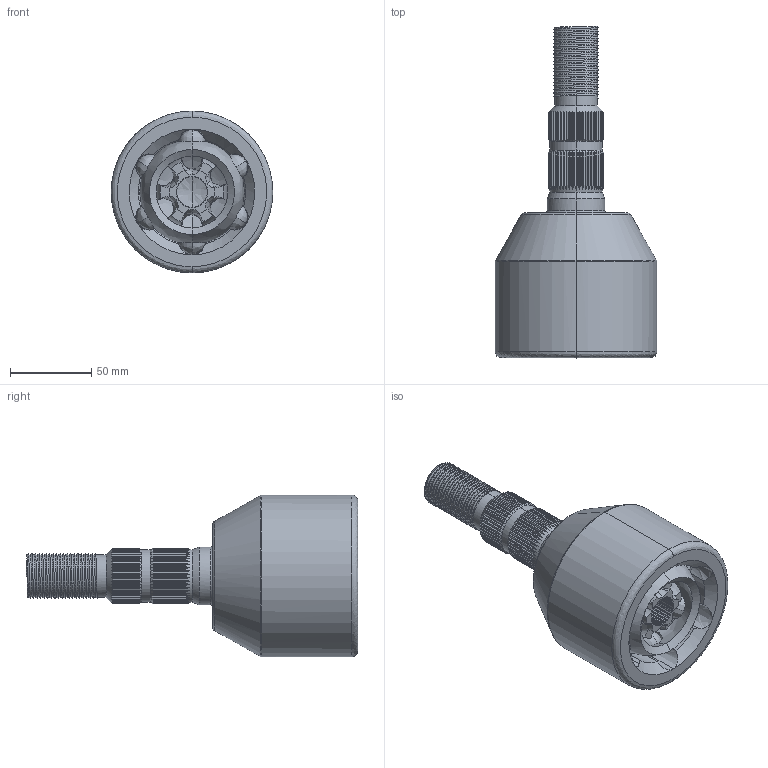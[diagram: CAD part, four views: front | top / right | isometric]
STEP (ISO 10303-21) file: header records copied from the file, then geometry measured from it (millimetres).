
FILE_DESCRIPTION(('FreeCAD Model'),'2;1');
FILE_NAME('Open CASCADE Shape Model','2025-05-04T11:18:03',('FreeCAD'),( 'FreeCAD'),'Open CASCADE STEP processor 7.6','FreeCAD','Unknown');
FILE_SCHEMA(('AUTOMOTIVE_DESIGN { 1 0 10303 214 1 1 1 1 }'));
Length unit declared in the file: millimetre
Products named in the file (1): Open CASCADE STEP translator 7.6 1
Bounding box: 99.25 x 203.77 x 99.25 mm (x, y, z)
Volume: 586155.8 mm3; surface area: 84349.9 mm2
Topology: 4 solids, 4 shells, 589 faces, 1755 edges, 1143 vertices
Faces by surface type: bspline 589
Entity records: 26530 total; most frequent: CARTESIAN_POINT 16863, ORIENTED_EDGE 3458, EDGE_CURVE 1729, B_SPLINE_CURVE_WITH_KNOTS 1207, VERTEX_POINT 1144, FACE_BOUND 601, EDGE_LOOP 601, ADVANCED_FACE 589
